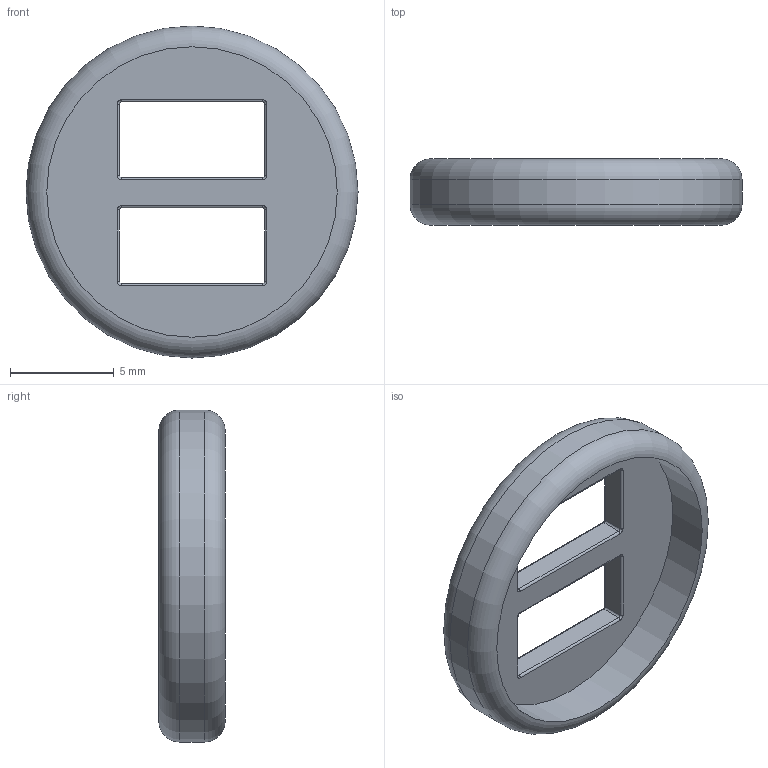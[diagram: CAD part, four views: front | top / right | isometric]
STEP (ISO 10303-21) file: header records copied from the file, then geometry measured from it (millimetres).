
FILE_DESCRIPTION(/* description */ (''),/* implementation_level */ '2;1');
FILE_NAME(/* name */ 'top_case_cap.step',/* time_stamp */ '2025-06-19T21:38:46+12:00',/* author */ (''),/* organization */ (''),/* preprocessor_version */ 'ST-DEVELOPER v20.1',/* originating_system */ 'Autodesk Translation Framework v14.10.0.0',/* authorisation */ '');
FILE_SCHEMA (('AUTOMOTIVE_DESIGN { 1 0 10303 214 3 1 1 }'));
Length unit declared in the file: millimetre
Products named in the file (1): Start Piece Cap
Bounding box: 16 x 3.2 x 16 mm (x, y, z)
Volume: 253.1 mm3; surface area: 551.8 mm2
Topology: 1 solids, 1 shells, 54 faces, 124 edges, 72 vertices
Faces by surface type: cylinder 26, torus 18, plane 10
Full cylindrical faces by diameter (mm): 14 x1, 16 x1
Entity records: 1567 total; most frequent: DIRECTION 308, CARTESIAN_POINT 251, ORIENTED_EDGE 248, AXIS2_PLACEMENT_3D 129, EDGE_CURVE 124, CIRCLE 74, VERTEX_POINT 72, EDGE_LOOP 58
